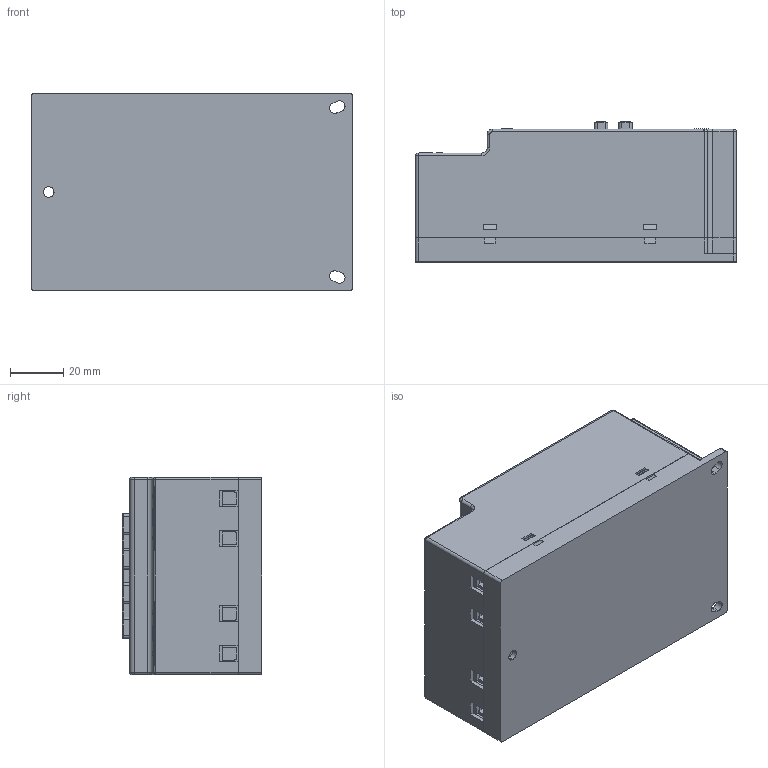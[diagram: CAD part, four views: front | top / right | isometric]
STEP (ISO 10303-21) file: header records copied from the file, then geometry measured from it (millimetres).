
FILE_DESCRIPTION (( 'STEP AP203' ), '1' );
FILE_NAME ('KG316T軞蚾.STEP', '2020-12-14T08:51:12', ( 'test' ), ( 'Chint.com' ), 'SwSTEP 2.0', 'SolidWorks 2005204', '' );
FILE_SCHEMA (( 'CONFIG_CONTROL_DESIGN' ));
Products named in the file (25): 自攻螺钉_默认; KG316T电源板_默认; 变压器_默认; 安规电容_默认; 负导电片_默认; KG316T外壳_默认; 正导电片_默认; KG316T軞蚾; 导光柱_默认; 显示模块_默认; （电池）接线排插_默认; 接线排插_默认; KG316T底座_默认; KG316T接线座_默认; 螺钉KG_默认; KG316T接线板_默认; 接线座KG_默认; JQX-15F小型继电器_默认; 大电解电容_默认; 小电解电容_默认; 接线排插针_默认; 电池盖_默认; 按键_默认
Assembly tree (32 placements, depth 4):
  KG316T軞蚾
    正导电片_默认
    自攻螺钉_默认  x5
    KG316T底座_默认
    负导电片_默认
    导光柱_默认  x2
    显示模块_默认
      接线排插_默认
      （电池）接线排插_默认
      显示模块_默认
    KG316T电源板_默认
      KG316T接线座_默认  x4
        螺钉KG_默认
        KG316T接线板_默认
        接线座KG_默认
      变压器_默认
      安规电容_默认
      JQX-15F小型继电器_默认
      小电解电容_默认
      接线排插针_默认
      大电解电容_默认
      KG316T电源板_默认
    KG316T外壳_默认
    电池盖_默认
    按键_默认
Bounding box: 121.07 x 52.75 x 74.5 mm (x, y, z)
Volume: 120976.1 mm3; surface area: 132046.7 mm2
Topology: 61 solids, 61 shells, 4271 faces, 11332 edges, 7398 vertices
Faces by surface type: plane 3015, cylinder 602, bspline 500, torus 90, cone 52, sphere 12
Entity records: 148722 total; most frequent: CARTESIAN_POINT 51947, ORIENTED_EDGE 20538, DIRECTION 17231, EDGE_CURVE 10269, VECTOR 8081, LINE 8081, VERTEX_POINT 6707, AXIS2_PLACEMENT_3D 4575
